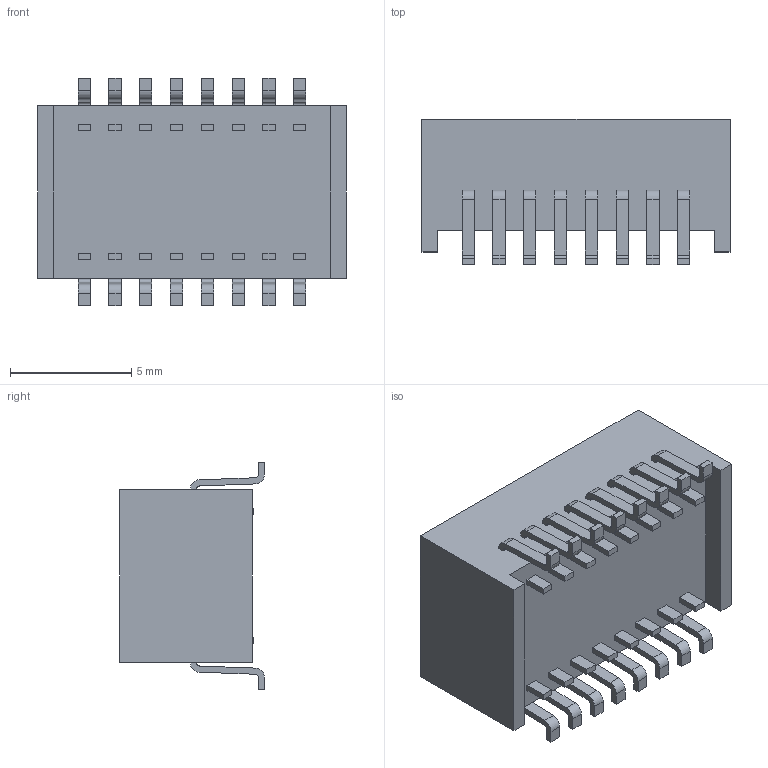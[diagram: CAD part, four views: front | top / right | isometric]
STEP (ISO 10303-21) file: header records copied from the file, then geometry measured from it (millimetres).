
FILE_DESCRIPTION (( 'STEP AP214' ), '1' );
FILE_NAME ('HX1188NL_3D.STEP', '2017-09-20T08:06:38', ( '' ), ( '' ), 'SwSTEP 2.0', 'SolidWorks 2015', '' );
FILE_SCHEMA (( 'AUTOMOTIVE_DESIGN' ));
Length unit declared in the file: inch
Products named in the file (1): HX1188NL_3D
Bounding box: 12.7 x 5.97 x 9.4 mm (x, y, z)
Volume: 430.4 mm3; surface area: 501.1 mm2
Topology: 1 solids, 1 shells, 301 faces, 798 edges, 532 vertices
Faces by surface type: plane 235, cylinder 66
Entity records: 9304 total; most frequent: CARTESIAN_POINT 1632, ORIENTED_EDGE 1596, DIRECTION 1534, EDGE_CURVE 798, VECTOR 666, LINE 666, VERTEX_POINT 532, AXIS2_PLACEMENT_3D 434
